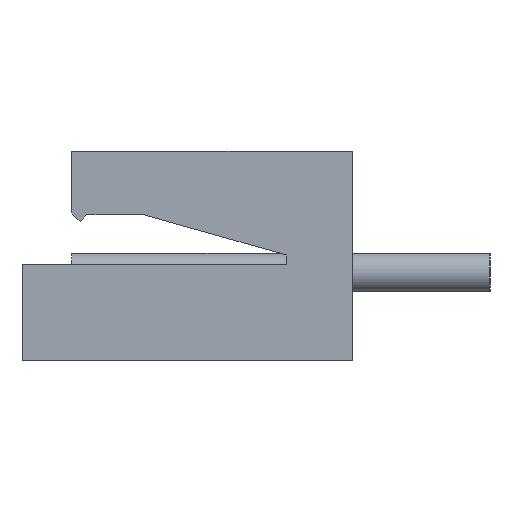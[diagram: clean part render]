
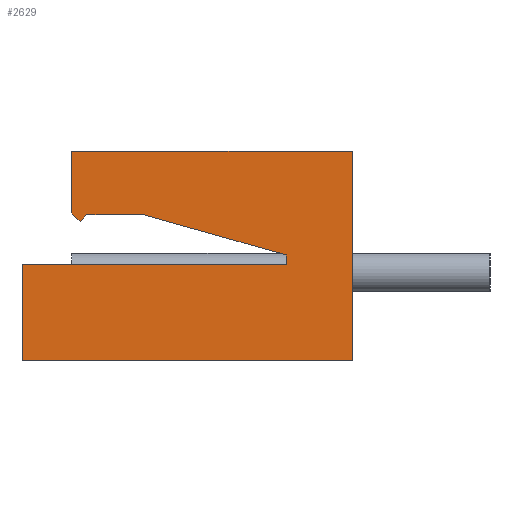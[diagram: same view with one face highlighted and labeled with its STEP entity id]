
A CAD part, left-side view. The second image highlights one B-rep face of the part: STEP entity #2629.
In plain terms, the highlighted planar face has unit normal (-1, 0, 0).
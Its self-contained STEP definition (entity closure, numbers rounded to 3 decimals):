
#489 = CARTESIAN_POINT ( 'NONE',  ( 0., 1.2, 1.75 ) ) ;
#602 = VECTOR ( 'NONE', #620, 1000. ) ;
#603 = CARTESIAN_POINT ( 'NONE',  ( 0., 5.1, 3.8 ) ) ;
#604 = LINE ( 'NONE', #603, #602 ) ;
#620 = DIRECTION ( 'NONE',  ( 0., 0., -1. ) ) ;
#964 = DIRECTION ( 'NONE',  ( 0., 1., 0. ) ) ;
#966 = VECTOR ( 'NONE', #964, 1000. ) ;
#967 = CARTESIAN_POINT ( 'NONE',  ( 0., 6., 1.75 ) ) ;
#968 = LINE ( 'NONE', #967, #966 ) ;
#981 = CARTESIAN_POINT ( 'NONE',  ( 0., 5.1, 3.8 ) ) ;
#1035 = CARTESIAN_POINT ( 'NONE',  ( 0., 6., 1.75 ) ) ;
#1046 = CARTESIAN_POINT ( 'NONE',  ( 0., 3.795, 2.651 ) ) ;
#1047 = DIRECTION ( 'NONE',  ( 0., 0.962, 0.272 ) ) ;
#1048 = VECTOR ( 'NONE', #1047, 1000. ) ;
#1049 = CARTESIAN_POINT ( 'NONE',  ( 0., 0.58, 1.744 ) ) ;
#1050 = LINE ( 'NONE', #1049, #1048 ) ;
#1074 = DIRECTION ( 'NONE',  ( 0., 0., 1. ) ) ;
#1075 = VECTOR ( 'NONE', #1074, 1000. ) ;
#1076 = CARTESIAN_POINT ( 'NONE',  ( 0., 1.2, 3.8 ) ) ;
#1077 = CARTESIAN_POINT ( 'NONE',  ( 0., 5.1, 2.681 ) ) ;
#1090 = LINE ( 'NONE', #1076, #1075 ) ;
#1099 = CARTESIAN_POINT ( 'NONE',  ( 0., 0., 2.651 ) ) ;
#1100 = LINE ( 'NONE', #1099, #1110 ) ;
#1109 = DIRECTION ( 'NONE',  ( 0., 1., 0. ) ) ;
#1110 = VECTOR ( 'NONE', #1109, 1000. ) ;
#1138 = CARTESIAN_POINT ( 'NONE',  ( 0., 1.2, 1.918 ) ) ;
#1139 = CARTESIAN_POINT ( 'NONE',  ( 0., 4.821, 2.651 ) ) ;
#1184 = DIRECTION ( 'NONE',  ( 0., -1., 0. ) ) ;
#1185 = VECTOR ( 'NONE', #1184, 1000. ) ;
#1186 = CARTESIAN_POINT ( 'NONE',  ( 0., 0., 3.8 ) ) ;
#1187 = LINE ( 'NONE', #1186, #1185 ) ;
#1194 = DIRECTION ( 'NONE',  ( 0., 0.707, 0.707 ) ) ;
#1195 = VECTOR ( 'NONE', #1194, 1000. ) ;
#1196 = CARTESIAN_POINT ( 'NONE',  ( 0., 3.109, 0.691 ) ) ;
#1197 = LINE ( 'NONE', #1196, #1195 ) ;
#1337 = PLANE ( 'NONE',  #1342 ) ;
#1340 = DIRECTION ( 'NONE',  ( 1., 0., 0. ) ) ;
#1341 = CARTESIAN_POINT ( 'NONE',  ( 0., 0., 3.8 ) ) ;
#1342 = AXIS2_PLACEMENT_3D ( 'NONE', #1341, #1340, #1349 ) ;
#1349 = DIRECTION ( 'NONE',  ( 0., 0., -1. ) ) ;
#1350 = LINE ( 'NONE', #1356, #1355 ) ;
#1351 = DIRECTION ( 'NONE',  ( 0., 0.707, -0.707 ) ) ;
#1352 = VECTOR ( 'NONE', #1351, 1000. ) ;
#1353 = CARTESIAN_POINT ( 'NONE',  ( 0., 1.836, 5.636 ) ) ;
#1354 = LINE ( 'NONE', #1353, #1352 ) ;
#1355 = VECTOR ( 'NONE', #1364, 1000. ) ;
#1356 = CARTESIAN_POINT ( 'NONE',  ( 0., 0., 3.8 ) ) ;
#1363 = CARTESIAN_POINT ( 'NONE',  ( 0., 0., 3.8 ) ) ;
#1364 = DIRECTION ( 'NONE',  ( 0., 0., -1. ) ) ;
#1375 = FACE_OUTER_BOUND ( 'NONE', #2579, .T. ) ;
#1378 = DIRECTION ( 'NONE',  ( 0., 0., -1. ) ) ;
#1379 = VECTOR ( 'NONE', #1378, 1000. ) ;
#1380 = CARTESIAN_POINT ( 'NONE',  ( 0., 6., 3.8 ) ) ;
#1381 = CARTESIAN_POINT ( 'NONE',  ( 0., 4.945, 2.526 ) ) ;
#1395 = LINE ( 'NONE', #1380, #1379 ) ;
#1486 = CARTESIAN_POINT ( 'NONE',  ( 0., 6., 0. ) ) ;
#1662 = CARTESIAN_POINT ( 'NONE',  ( 0., 0., 0. ) ) ;
#1663 = DIRECTION ( 'NONE',  ( 0., -1., 0. ) ) ;
#1664 = VECTOR ( 'NONE', #1663, 1000. ) ;
#1665 = CARTESIAN_POINT ( 'NONE',  ( 0., 0., 0. ) ) ;
#1666 = LINE ( 'NONE', #1665, #1664 ) ;
#2318 = VERTEX_POINT ( 'NONE', #489 ) ;
#2379 = EDGE_CURVE ( 'NONE', #2481, #2531, #604, .T. ) ;
#2481 = VERTEX_POINT ( 'NONE', #981 ) ;
#2488 = VERTEX_POINT ( 'NONE', #1035 ) ;
#2490 = EDGE_CURVE ( 'NONE', #2318, #2488, #968, .T. ) ;
#2506 = EDGE_CURVE ( 'NONE', #2540, #2507, #1050, .T. ) ;
#2507 = VERTEX_POINT ( 'NONE', #1046 ) ;
#2525 = EDGE_CURVE ( 'NONE', #2318, #2540, #1090, .T. ) ;
#2531 = VERTEX_POINT ( 'NONE', #1077 ) ;
#2538 = EDGE_CURVE ( 'NONE', #2507, #2539, #1100, .T. ) ;
#2539 = VERTEX_POINT ( 'NONE', #1139 ) ;
#2540 = VERTEX_POINT ( 'NONE', #1138 ) ;
#2564 = ORIENTED_EDGE ( 'NONE', *, *, #2506, .F. ) ;
#2569 = EDGE_CURVE ( 'NONE', #2481, #2623, #1187, .T. ) ;
#2571 = ORIENTED_EDGE ( 'NONE', *, *, #2379, .T. ) ;
#2573 = ORIENTED_EDGE ( 'NONE', *, *, #2538, .F. ) ;
#2579 = EDGE_LOOP ( 'NONE', ( #2726, #2676, #2678, #2731, #2588, #2624, #2571, #2592, #2737, #2573, #2564 ) ) ;
#2588 = ORIENTED_EDGE ( 'NONE', *, *, #2622, .F. ) ;
#2589 = EDGE_CURVE ( 'NONE', #2634, #2531, #1197, .T. ) ;
#2592 = ORIENTED_EDGE ( 'NONE', *, *, #2589, .F. ) ;
#2622 = EDGE_CURVE ( 'NONE', #2623, #2734, #1350, .T. ) ;
#2623 = VERTEX_POINT ( 'NONE', #1363 ) ;
#2624 = ORIENTED_EDGE ( 'NONE', *, *, #2569, .F. ) ;
#2625 = EDGE_CURVE ( 'NONE', #2539, #2634, #1354, .T. ) ;
#2629 = ADVANCED_FACE ( 'NONE', ( #1375 ), #1337, .F. ) ;
#2634 = VERTEX_POINT ( 'NONE', #1381 ) ;
#2636 = EDGE_CURVE ( 'NONE', #2488, #2680, #1395, .T. ) ;
#2676 = ORIENTED_EDGE ( 'NONE', *, *, #2490, .T. ) ;
#2678 = ORIENTED_EDGE ( 'NONE', *, *, #2636, .T. ) ;
#2680 = VERTEX_POINT ( 'NONE', #1486 ) ;
#2726 = ORIENTED_EDGE ( 'NONE', *, *, #2525, .F. ) ;
#2731 = ORIENTED_EDGE ( 'NONE', *, *, #2732, .T. ) ;
#2732 = EDGE_CURVE ( 'NONE', #2680, #2734, #1666, .T. ) ;
#2734 = VERTEX_POINT ( 'NONE', #1662 ) ;
#2737 = ORIENTED_EDGE ( 'NONE', *, *, #2625, .F. ) ;
